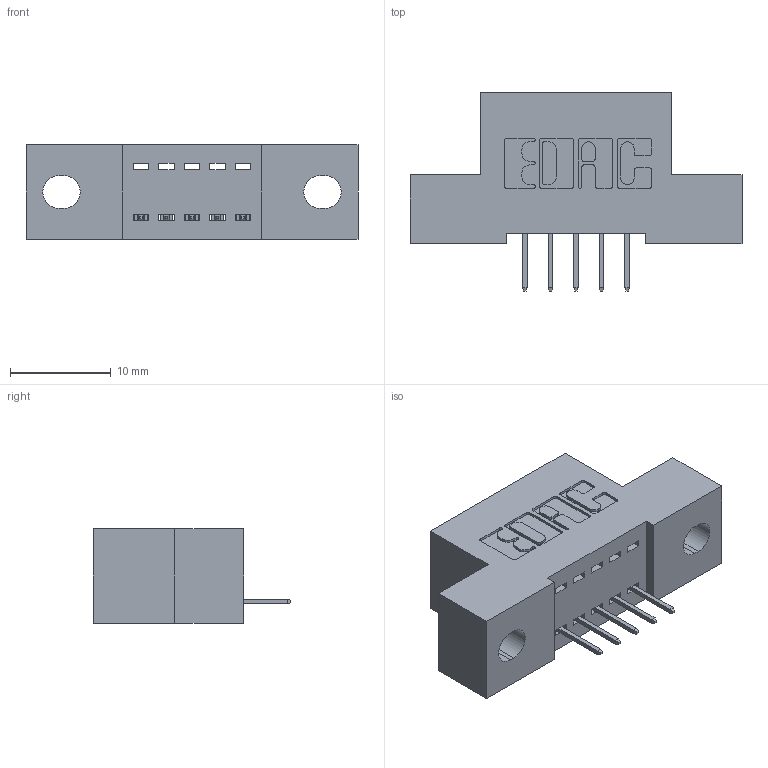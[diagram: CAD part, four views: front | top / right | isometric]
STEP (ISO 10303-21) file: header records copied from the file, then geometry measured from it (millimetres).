
FILE_DESCRIPTION (( 'STEP AP203' ), '1' );
FILE_NAME ('342-005-524-102.STEP', '2018-08-10T11:02:39', ( '' ), ( '' ), 'SwSTEP 2.0', 'SolidWorks 2016', '' );
FILE_SCHEMA (( 'CONFIG_CONTROL_DESIGN' ));
Length unit declared in the file: inch
Products named in the file (3): 342 Part_.128 Slot; 345-292-001_345-293-124; 342-005-524-102
Assembly tree (6 placements, depth 2):
  342-005-524-102
    342 Part_.128 Slot
    345-292-001_345-293-124  x5
Bounding box: 33.02 x 19.69 x 9.4 mm (x, y, z)
Volume: 2687 mm3; surface area: 2953.2 mm2
Topology: 6 solids, 6 shells, 424 faces, 1211 edges, 786 vertices
Faces by surface type: plane 310, cylinder 114
Entity records: 7919 total; most frequent: CARTESIAN_POINT 1377, ORIENTED_EDGE 1318, DIRECTION 1237, EDGE_CURVE 659, LINE 535, VECTOR 535, VERTEX_POINT 434, AXIS2_PLACEMENT_3D 351
